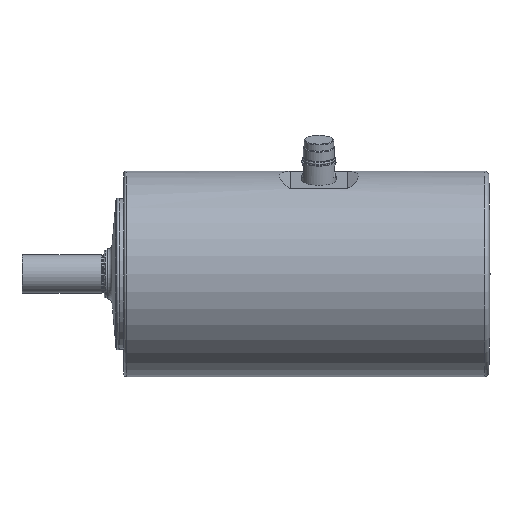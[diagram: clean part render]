
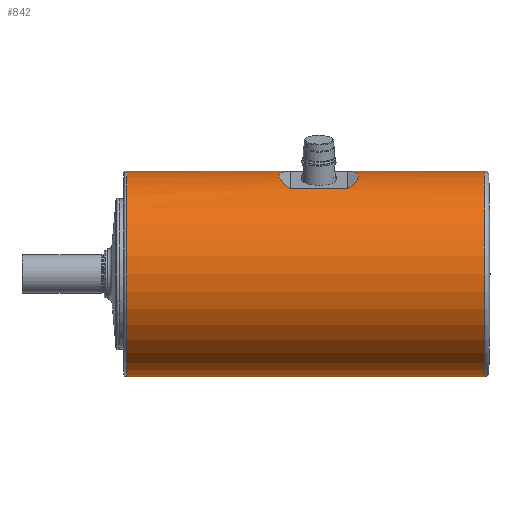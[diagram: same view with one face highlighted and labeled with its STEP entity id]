
A CAD part, front view. The second image highlights one B-rep face of the part: STEP entity #842.
In plain terms, the highlighted cylindrical face has radius 75 mm (diameter 150 mm), a full revolution.
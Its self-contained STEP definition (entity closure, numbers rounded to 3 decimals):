
#283=ELLIPSE('',#2752,219.285,75.);
#284=ELLIPSE('',#2756,219.285,75.);
#285=ELLIPSE('',#2758,219.285,75.);
#286=ELLIPSE('',#2761,219.285,75.);
#292=LINE('',#3849,#454);
#293=LINE('',#3851,#455);
#296=LINE('',#3862,#458);
#297=LINE('',#3864,#459);
#454=VECTOR('',#3083,1.);
#455=VECTOR('',#3084,1.);
#458=VECTOR('',#3097,1.);
#459=VECTOR('',#3098,1.);
#842=ADVANCED_FACE('',(#1069,#1070,#1071,#1072),#1002,.T.);
#1002=CYLINDRICAL_SURFACE('',#2764,75.);
#1069=FACE_BOUND('',#1299,.T.);
#1070=FACE_BOUND('',#1300,.T.);
#1071=FACE_BOUND('',#1301,.T.);
#1072=FACE_BOUND('',#1302,.T.);
#1299=EDGE_LOOP('',(#1601));
#1300=EDGE_LOOP('',(#1602,#1603,#1604,#1605));
#1301=EDGE_LOOP('',(#1606,#1607,#1608,#1609));
#1302=EDGE_LOOP('',(#1610));
#1601=ORIENTED_EDGE('',*,*,#2366,.T.);
#1602=ORIENTED_EDGE('',*,*,#2365,.F.);
#1603=ORIENTED_EDGE('',*,*,#2363,.F.);
#1604=ORIENTED_EDGE('',*,*,#2361,.F.);
#1605=ORIENTED_EDGE('',*,*,#2362,.F.);
#1606=ORIENTED_EDGE('',*,*,#2359,.F.);
#1607=ORIENTED_EDGE('',*,*,#2357,.F.);
#1608=ORIENTED_EDGE('',*,*,#2354,.F.);
#1609=ORIENTED_EDGE('',*,*,#2356,.F.);
#1610=ORIENTED_EDGE('',*,*,#2352,.T.);
#2127=VERTEX_POINT('',#3840);
#2128=VERTEX_POINT('',#3843);
#2129=VERTEX_POINT('',#3844);
#2131=VERTEX_POINT('',#3850);
#2132=VERTEX_POINT('',#3852);
#2133=VERTEX_POINT('',#3858);
#2134=VERTEX_POINT('',#3859);
#2135=VERTEX_POINT('',#3863);
#2136=VERTEX_POINT('',#3865);
#2137=VERTEX_POINT('',#3871);
#2352=EDGE_CURVE('',#2127,#2127,#2630,.T.);
#2354=EDGE_CURVE('',#2128,#2129,#283,.T.);
#2356=EDGE_CURVE('',#2131,#2128,#292,.T.);
#2357=EDGE_CURVE('',#2129,#2132,#293,.T.);
#2359=EDGE_CURVE('',#2132,#2131,#284,.T.);
#2361=EDGE_CURVE('',#2133,#2134,#285,.T.);
#2362=EDGE_CURVE('',#2135,#2133,#296,.T.);
#2363=EDGE_CURVE('',#2134,#2136,#297,.T.);
#2365=EDGE_CURVE('',#2136,#2135,#286,.T.);
#2366=EDGE_CURVE('',#2137,#2137,#2632,.T.);
#2630=CIRCLE('',#2750,75.);
#2632=CIRCLE('',#2763,75.);
#2750=AXIS2_PLACEMENT_3D('',#3839,#3072,#3073);
#2752=AXIS2_PLACEMENT_3D('',#3845,#3077,#3078);
#2756=AXIS2_PLACEMENT_3D('',#3855,#3088,#3089);
#2758=AXIS2_PLACEMENT_3D('',#3860,#3093,#3094);
#2761=AXIS2_PLACEMENT_3D('',#3868,#3102,#3103);
#2763=AXIS2_PLACEMENT_3D('',#3870,#3106,#3107);
#2764=AXIS2_PLACEMENT_3D('',#3872,#3108,#3109);
#3072=DIRECTION('',(0.,-1.,0.));
#3073=DIRECTION('',(0.,0.,1.));
#3077=DIRECTION('',(0.894,0.342,0.29));
#3078=DIRECTION('',(-0.325,0.94,-0.106));
#3083=DIRECTION('',(0.,-1.,0.));
#3084=DIRECTION('',(0.,1.,0.));
#3088=DIRECTION('',(0.894,-0.342,0.29));
#3089=DIRECTION('',(0.325,0.94,0.106));
#3093=DIRECTION('',(0.894,0.342,-0.29));
#3094=DIRECTION('',(-0.325,0.94,0.106));
#3097=DIRECTION('',(0.,-1.,0.));
#3098=DIRECTION('',(0.,1.,0.));
#3102=DIRECTION('',(0.894,-0.342,-0.29));
#3103=DIRECTION('',(0.325,0.94,-0.106));
#3106=DIRECTION('',(0.,1.,0.));
#3107=DIRECTION('',(0.,0.,1.));
#3108=DIRECTION('',(0.,1.,0.));
#3109=DIRECTION('',(0.,0.,1.));
#3839=CARTESIAN_POINT('',(0.,263.141,0.));
#3840=CARTESIAN_POINT('',(0.,263.141,75.));
#3843=CARTESIAN_POINT('',(62.189,121.,41.923));
#3844=CARTESIAN_POINT('',(74.954,121.,2.637));
#3845=CARTESIAN_POINT('',(0.,319.093,0.));
#3849=CARTESIAN_POINT('',(62.189,0.,41.923));
#3850=CARTESIAN_POINT('',(62.189,163.,41.923));
#3851=CARTESIAN_POINT('',(74.954,0.,2.637));
#3852=CARTESIAN_POINT('',(74.954,163.,2.637));
#3855=CARTESIAN_POINT('',(0.,-35.093,0.));
#3858=CARTESIAN_POINT('',(74.954,121.,-2.637));
#3859=CARTESIAN_POINT('',(62.189,121.,-41.923));
#3860=CARTESIAN_POINT('',(0.,319.093,0.));
#3862=CARTESIAN_POINT('',(74.954,0.,-2.637));
#3863=CARTESIAN_POINT('',(74.954,163.,-2.637));
#3864=CARTESIAN_POINT('',(62.189,0.,-41.923));
#3865=CARTESIAN_POINT('',(62.189,163.,-41.923));
#3868=CARTESIAN_POINT('',(0.,-35.093,0.));
#3870=CARTESIAN_POINT('',(0.,1.5,0.));
#3871=CARTESIAN_POINT('',(0.,1.5,75.));
#3872=CARTESIAN_POINT('',(0.,0.,0.));
